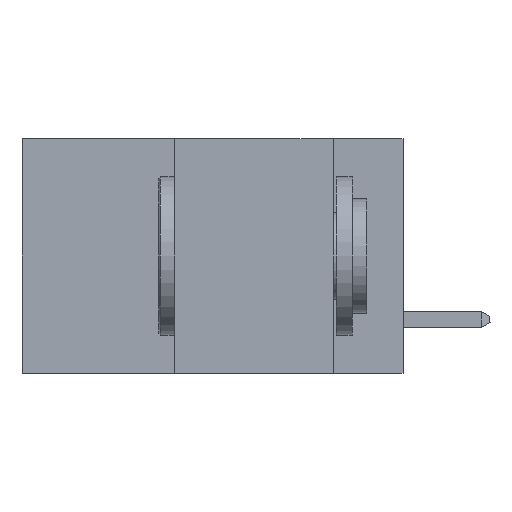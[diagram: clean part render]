
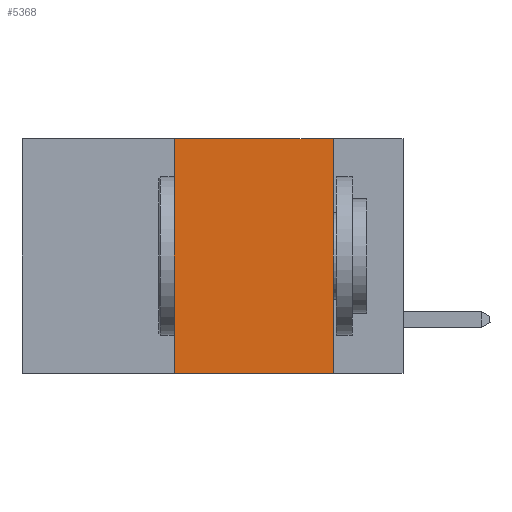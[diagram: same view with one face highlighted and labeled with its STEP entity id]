
A CAD part, left-side view. The second image highlights one B-rep face of the part: STEP entity #5368.
In plain terms, the highlighted planar face has unit normal (-1, 0, 0).
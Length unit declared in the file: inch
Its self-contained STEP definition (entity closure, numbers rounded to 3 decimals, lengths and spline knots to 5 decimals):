
#526 = LINE ( 'NONE', #19050, #22699 ) ;
#739 = ORIENTED_EDGE ( 'NONE', *, *, #5942, .F. ) ;
#1402 = CARTESIAN_POINT ( 'NONE',  ( 0., 0.11, 0. ) ) ;
#2354 = VECTOR ( 'NONE', #14884, 39.37008 ) ;
#3114 = DIRECTION ( 'NONE',  ( 0., -1., 0. ) ) ;
#3948 = DIRECTION ( 'NONE',  ( 0., 0., -1. ) ) ;
#3984 = CARTESIAN_POINT ( 'NONE',  ( 0., 0.36, 0. ) ) ;
#4090 = DIRECTION ( 'NONE',  ( 0., -1., 0. ) ) ;
#5368 = ADVANCED_FACE ( 'NONE', ( #5596 ), #25882, .F. ) ;
#5596 = FACE_OUTER_BOUND ( 'NONE', #7659, .T. ) ;
#5671 = VERTEX_POINT ( 'NONE', #6827 ) ;
#5725 = CARTESIAN_POINT ( 'NONE',  ( 0., 0.36, -0.37 ) ) ;
#5942 = EDGE_CURVE ( 'NONE', #22685, #19652, #28670, .T. ) ;
#6827 = CARTESIAN_POINT ( 'NONE',  ( 0., 0.36, 0. ) ) ;
#7659 = EDGE_LOOP ( 'NONE', ( #739, #21580, #26051, #10862 ) ) ;
#8094 = CARTESIAN_POINT ( 'NONE',  ( 0., 0.6, 0. ) ) ;
#8727 = EDGE_CURVE ( 'NONE', #25683, #5671, #15377, .T. ) ;
#8832 = VECTOR ( 'NONE', #16813, 39.37008 ) ;
#10862 = ORIENTED_EDGE ( 'NONE', *, *, #21556, .T. ) ;
#13009 = AXIS2_PLACEMENT_3D ( 'NONE', #8094, #28004, #3948 ) ;
#14884 = DIRECTION ( 'NONE',  ( 0., 0., -1. ) ) ;
#15377 = LINE ( 'NONE', #3984, #8832 ) ;
#16340 = CARTESIAN_POINT ( 'NONE',  ( 0., 0.6, -0.37 ) ) ;
#16347 = CARTESIAN_POINT ( 'NONE',  ( 0., 0.11, -0.37 ) ) ;
#16813 = DIRECTION ( 'NONE',  ( 0., 0., 1. ) ) ;
#16914 = CARTESIAN_POINT ( 'NONE',  ( 0., 0.11, 0. ) ) ;
#18451 = VECTOR ( 'NONE', #3114, 39.37008 ) ;
#18787 = LINE ( 'NONE', #16340, #18451 ) ;
#19050 = CARTESIAN_POINT ( 'NONE',  ( 0., 0.6, 0. ) ) ;
#19577 = EDGE_CURVE ( 'NONE', #5671, #22685, #526, .T. ) ;
#19652 = VERTEX_POINT ( 'NONE', #16347 ) ;
#21556 = EDGE_CURVE ( 'NONE', #25683, #19652, #18787, .T. ) ;
#21580 = ORIENTED_EDGE ( 'NONE', *, *, #19577, .F. ) ;
#22685 = VERTEX_POINT ( 'NONE', #1402 ) ;
#22699 = VECTOR ( 'NONE', #4090, 39.37008 ) ;
#25683 = VERTEX_POINT ( 'NONE', #5725 ) ;
#25882 = PLANE ( 'NONE',  #13009 ) ;
#26051 = ORIENTED_EDGE ( 'NONE', *, *, #8727, .F. ) ;
#28004 = DIRECTION ( 'NONE',  ( 1., 0., 0. ) ) ;
#28670 = LINE ( 'NONE', #16914, #2354 ) ;
